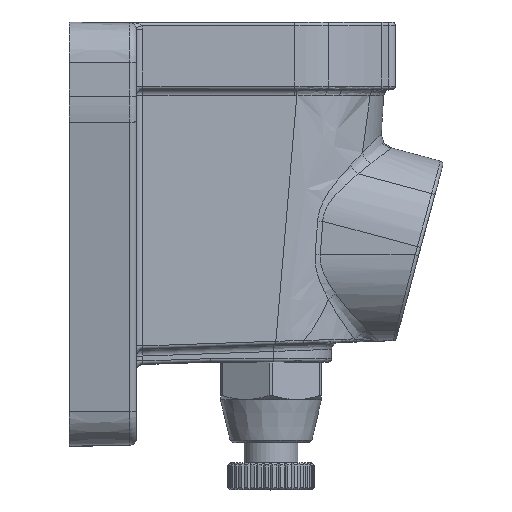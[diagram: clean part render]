
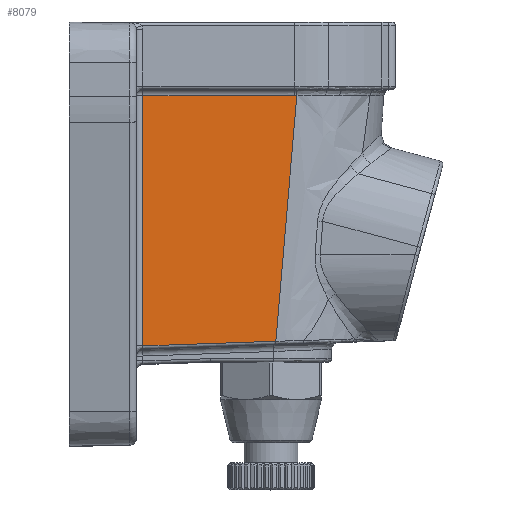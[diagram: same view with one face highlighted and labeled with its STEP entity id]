
A CAD part, top view. The second image highlights one B-rep face of the part: STEP entity #8079.
In plain terms, the highlighted planar face has unit normal (0.035, 0, 0.999).
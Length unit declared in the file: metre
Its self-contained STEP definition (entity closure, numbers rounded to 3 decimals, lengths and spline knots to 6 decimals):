
#225=PLANE('',#8728);
#472=B_SPLINE_CURVE_WITH_KNOTS('',3,(#14927,#14928,#14929,#14930,#14931,
#14932,#14933,#14934,#14935,#14936,#14937,#14938,#14939,#14940,#14941,#14942,
#14943,#14944,#14945,#14946,#14947,#14948,#14949,#14950,#14951,#14952,#14953,
#14954),.UNSPECIFIED.,.F.,.F.,(4,3,3,3,3,3,3,3,3,4),(-84.276927,-81.114781,
-80.929649,-76.920548,-73.983298,-68.104708,-63.386103,
-50.268658,-39.511309,-30.734887),.UNSPECIFIED.);
#880=FACE_OUTER_BOUND('',#1375,.T.);
#1375=EDGE_LOOP('',(#5806,#5807,#5808,#5809,#5810));
#1717=ELLIPSE('',#8431,0.002274,0.000078);
#2340=LINE('',#16275,#2821);
#2356=LINE('',#16475,#2837);
#2411=LINE('',#16854,#2892);
#2821=VECTOR('',#9856,1.);
#2837=VECTOR('',#9928,1.);
#2892=VECTOR('',#10145,1.);
#3090=VERTEX_POINT('',#11513);
#3091=VERTEX_POINT('',#11520);
#3431=VERTEX_POINT('',#14856);
#3478=VERTEX_POINT('',#16273);
#3479=VERTEX_POINT('',#16274);
#3796=EDGE_CURVE('',#3091,#3090,#1717,.T.);
#4193=EDGE_CURVE('',#3431,#3091,#472,.T.);
#4279=EDGE_CURVE('',#3478,#3479,#2340,.T.);
#4318=EDGE_CURVE('',#3478,#3431,#2356,.T.);
#4445=EDGE_CURVE('',#3090,#3479,#2411,.T.);
#5806=ORIENTED_EDGE('',*,*,#4318,.T.);
#5807=ORIENTED_EDGE('',*,*,#4193,.T.);
#5808=ORIENTED_EDGE('',*,*,#3796,.T.);
#5809=ORIENTED_EDGE('',*,*,#4445,.T.);
#5810=ORIENTED_EDGE('',*,*,#4279,.F.);
#8079=ADVANCED_FACE('',(#880),#225,.T.);
#8431=AXIS2_PLACEMENT_3D('',#11521,#9256,#9257);
#8728=AXIS2_PLACEMENT_3D('',#16853,#10143,#10144);
#9256=DIRECTION('center_axis',(-0.035,0.,
-0.999));
#9257=DIRECTION('ref_axis',(0.999,0.,-0.035));
#9856=DIRECTION('',(0.,1.,0.));
#9928=DIRECTION('',(0.999,0.035,-0.035));
#10143=DIRECTION('center_axis',(0.035,0.,
0.999));
#10144=DIRECTION('ref_axis',(0.,-1.,0.));
#10145=DIRECTION('',(-0.999,0.,0.035));
#11513=CARTESIAN_POINT('',(0.0005,-0.010961,0.01433));
#11520=CARTESIAN_POINT('',(0.000842,-0.01096,0.014318));
#11521=CARTESIAN_POINT('Origin',(0.000496,-0.010883,
0.01433));
#14856=CARTESIAN_POINT('',(-0.002278,-0.047427,0.014427));
#14927=CARTESIAN_POINT('Ctrl Pts',(-0.002278,-0.047427,
0.014427));
#14928=CARTESIAN_POINT('Ctrl Pts',(-0.00219,-0.046873,
0.014424));
#14929=CARTESIAN_POINT('Ctrl Pts',(-0.002108,-0.046252,
0.014421));
#14930=CARTESIAN_POINT('Ctrl Pts',(-0.002029,-0.045608,
0.014418));
#14931=CARTESIAN_POINT('Ctrl Pts',(-0.002025,-0.04557,
0.014418));
#14932=CARTESIAN_POINT('Ctrl Pts',(-0.00202,-0.045532,
0.014418));
#14933=CARTESIAN_POINT('Ctrl Pts',(-0.002015,-0.045494,
0.014418));
#14934=CARTESIAN_POINT('Ctrl Pts',(-0.001916,-0.044674,
0.014415));
#14935=CARTESIAN_POINT('Ctrl Pts',(-0.001823,-0.043816,
0.014411));
#14936=CARTESIAN_POINT('Ctrl Pts',(-0.001734,-0.042944,
0.014408));
#14937=CARTESIAN_POINT('Ctrl Pts',(-0.001668,-0.042305,
0.014406));
#14938=CARTESIAN_POINT('Ctrl Pts',(-0.001604,-0.041656,
0.014404));
#14939=CARTESIAN_POINT('Ctrl Pts',(-0.001541,-0.041,
0.014401));
#14940=CARTESIAN_POINT('Ctrl Pts',(-0.001416,-0.039687,
0.014397));
#14941=CARTESIAN_POINT('Ctrl Pts',(-0.001296,-0.038357,
0.014393));
#14942=CARTESIAN_POINT('Ctrl Pts',(-0.001179,-0.037019,
0.014389));
#14943=CARTESIAN_POINT('Ctrl Pts',(-0.001086,-0.035945,
0.014386));
#14944=CARTESIAN_POINT('Ctrl Pts',(-0.000994,-0.034863,
0.014382));
#14945=CARTESIAN_POINT('Ctrl Pts',(-0.000904,-0.033774,
0.014379));
#14946=CARTESIAN_POINT('Ctrl Pts',(-0.000652,-0.030749,
0.01437));
#14947=CARTESIAN_POINT('Ctrl Pts',(-0.000413,-0.027708,
0.014362));
#14948=CARTESIAN_POINT('Ctrl Pts',(-0.000178,-0.024648,
0.014354));
#14949=CARTESIAN_POINT('Ctrl Pts',(0.000015,-0.022139,
0.014347));
#14950=CARTESIAN_POINT('Ctrl Pts',(0.000204,-0.01963,
0.014341));
#14951=CARTESIAN_POINT('Ctrl Pts',(0.00039,-0.017119,
0.014334));
#14952=CARTESIAN_POINT('Ctrl Pts',(0.000542,-0.015071,
0.014329));
#14953=CARTESIAN_POINT('Ctrl Pts',(0.000692,-0.013018,
0.014323));
#14954=CARTESIAN_POINT('Ctrl Pts',(0.000842,-0.01096,
0.014318));
#16273=CARTESIAN_POINT('',(-0.022035,-0.048117,0.015117));
#16274=CARTESIAN_POINT('',(-0.022035,-0.010961,0.015117));
#16275=CARTESIAN_POINT('',(-0.022035,-0.029539,0.015117));
#16475=CARTESIAN_POINT('',(-0.012156,-0.047772,0.014772));
#16853=CARTESIAN_POINT('Origin',(-0.033,-0.03,0.0155));
#16854=CARTESIAN_POINT('',(-0.010767,-0.010961,0.014724));
